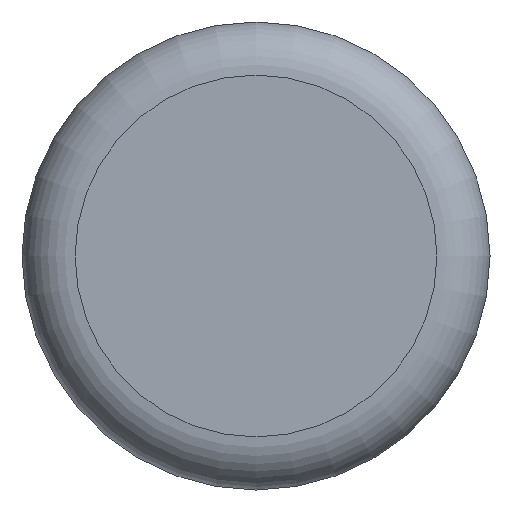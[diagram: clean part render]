
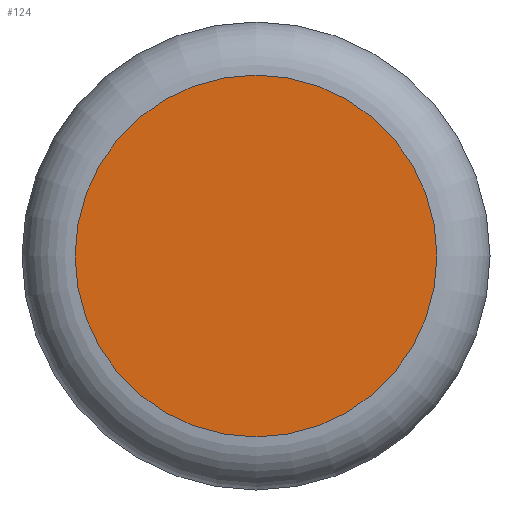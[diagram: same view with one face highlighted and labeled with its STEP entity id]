
A CAD part, front view. The second image highlights one B-rep face of the part: STEP entity #124.
In plain terms, the highlighted planar face has unit normal (0, -1, 0).
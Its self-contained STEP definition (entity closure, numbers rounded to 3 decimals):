
#107=PLANE('',#288);
#117=FACE_OUTER_BOUND('',#173,.T.);
#124=ADVANCED_FACE('',(#117),#107,.T.);
#173=EDGE_LOOP('',(#205));
#205=ORIENTED_EDGE('',*,*,#253,.T.);
#237=VERTEX_POINT('',#398);
#253=EDGE_CURVE('',#237,#237,#269,.T.);
#269=CIRCLE('',#287,5.45);
#287=AXIS2_PLACEMENT_3D('',#397,#327,#328);
#288=AXIS2_PLACEMENT_3D('',#399,#329,#330);
#327=DIRECTION('',(0.,-1.,0.));
#328=DIRECTION('',(1.,0.,0.));
#329=DIRECTION('',(0.,-1.,0.));
#330=DIRECTION('',(1.,0.,0.));
#397=CARTESIAN_POINT('',(0.,-1.,0.));
#398=CARTESIAN_POINT('',(5.45,-1.,0.));
#399=CARTESIAN_POINT('',(0.,-1.,0.));
